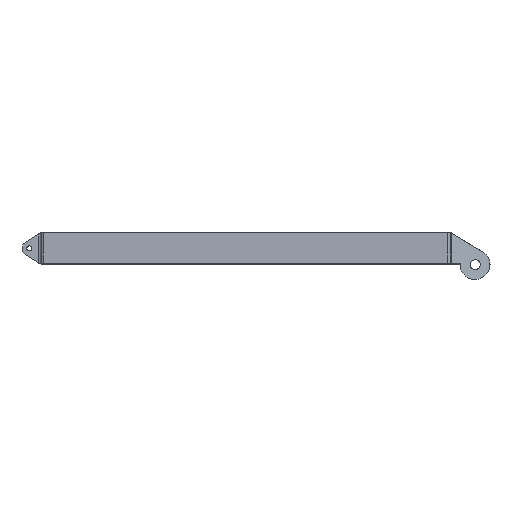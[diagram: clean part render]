
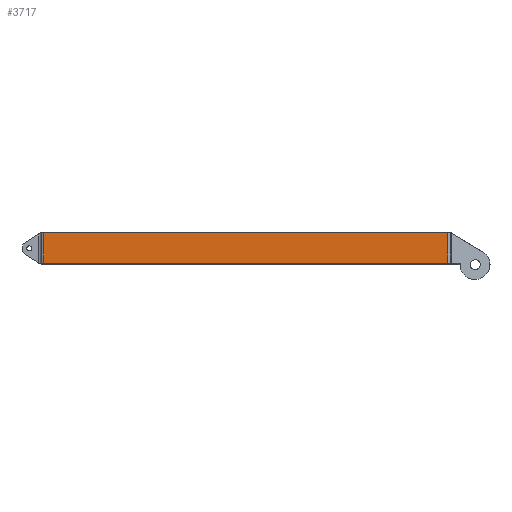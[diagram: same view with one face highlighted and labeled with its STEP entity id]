
A CAD part, front view. The second image highlights one B-rep face of the part: STEP entity #3717.
In plain terms, the highlighted planar face has unit normal (0, -1, 0).
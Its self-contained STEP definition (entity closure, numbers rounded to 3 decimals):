
#171=PLANE('',#4090);
#431=FACE_OUTER_BOUND('',#661,.T.);
#661=EDGE_LOOP('',(#3201,#3202,#3203,#3204));
#947=LINE('',#6162,#1296);
#1011=LINE('',#6569,#1360);
#1012=LINE('',#6572,#1361);
#1013=LINE('',#6573,#1362);
#1296=VECTOR('',#4796,10.);
#1360=VECTOR('',#5066,10.);
#1361=VECTOR('',#5069,10.);
#1362=VECTOR('',#5070,10.);
#1791=VERTEX_POINT('',#6156);
#1792=VERTEX_POINT('',#6160);
#1857=VERTEX_POINT('',#6567);
#1858=VERTEX_POINT('',#6571);
#2226=EDGE_CURVE('',#1792,#1791,#947,.T.);
#2346=EDGE_CURVE('',#1857,#1792,#1011,.T.);
#2347=EDGE_CURVE('',#1858,#1857,#1012,.T.);
#2348=EDGE_CURVE('',#1791,#1858,#1013,.T.);
#3201=ORIENTED_EDGE('',*,*,#2226,.F.);
#3202=ORIENTED_EDGE('',*,*,#2346,.F.);
#3203=ORIENTED_EDGE('',*,*,#2347,.F.);
#3204=ORIENTED_EDGE('',*,*,#2348,.F.);
#3717=ADVANCED_FACE('',(#431),#171,.T.);
#4090=AXIS2_PLACEMENT_3D('',#6570,#5067,#5068);
#4796=DIRECTION('',(-1.,0.,0.));
#5066=DIRECTION('',(0.,0.,-1.));
#5067=DIRECTION('center_axis',(0.,-1.,0.));
#5068=DIRECTION('ref_axis',(1.,0.,0.));
#5069=DIRECTION('',(1.,0.,0.));
#5070=DIRECTION('',(0.,0.,1.));
#6156=CARTESIAN_POINT('',(-81.554,-81.422,13.55));
#6160=CARTESIAN_POINT('',(81.554,-81.422,13.55));
#6162=CARTESIAN_POINT('',(-82.554,-81.422,13.55));
#6567=CARTESIAN_POINT('',(81.554,-81.422,26.));
#6569=CARTESIAN_POINT('',(81.554,-81.422,13.));
#6570=CARTESIAN_POINT('Origin',(-82.554,-81.422,0.));
#6571=CARTESIAN_POINT('',(-81.554,-81.422,26.));
#6572=CARTESIAN_POINT('',(-82.554,-81.422,26.));
#6573=CARTESIAN_POINT('',(-81.554,-81.422,13.));
